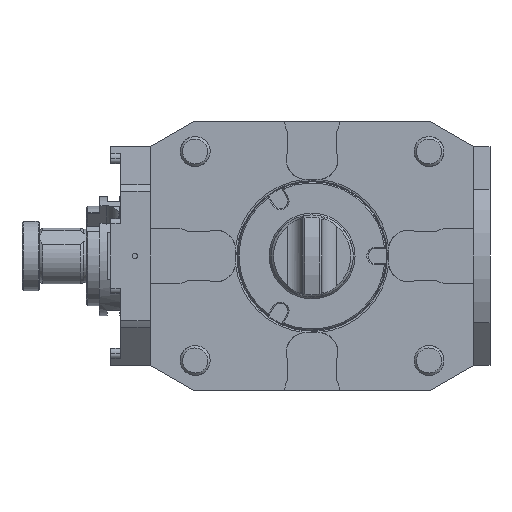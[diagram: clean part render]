
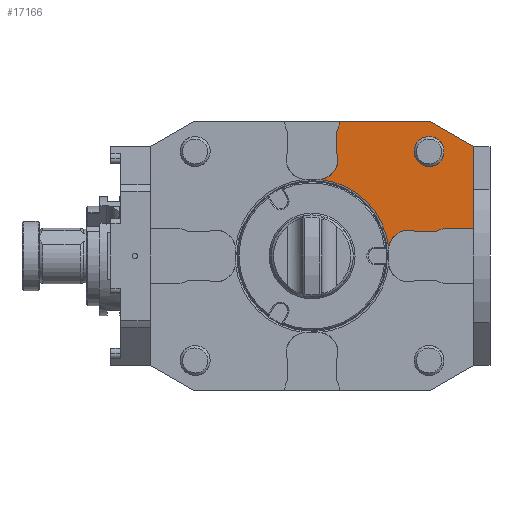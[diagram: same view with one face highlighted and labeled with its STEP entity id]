
A CAD part, front view. The second image highlights one B-rep face of the part: STEP entity #17166.
In plain terms, the highlighted planar face has unit normal (0, -1, 0).
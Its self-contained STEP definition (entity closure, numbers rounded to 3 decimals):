
#175 = EDGE_LOOP ( 'NONE', ( #38183, #7943, #21004, #28651, #24895, #8517, #22704, #15932, #39150, #27478, #20649 ) ) ;
#515 = CARTESIAN_POINT ( 'NONE',  ( 41.248, 43., 10. ) ) ;
#1151 = LINE ( 'NONE', #33400, #33577 ) ;
#1783 = LINE ( 'NONE', #31044, #2474 ) ;
#2474 = VECTOR ( 'NONE', #14868, 1000. ) ;
#3268 = AXIS2_PLACEMENT_3D ( 'NONE', #42019, #10045, #29647 ) ;
#4446 = CIRCLE ( 'NONE', #28508, 6. ) ;
#5262 = EDGE_CURVE ( 'NONE', #14640, #23212, #1783, .T. ) ;
#5416 = CARTESIAN_POINT ( 'NONE',  ( 41.248, 43., 10. ) ) ;
#5758 = DIRECTION ( 'NONE',  ( 0., 0., 1. ) ) ;
#5768 = ORIENTED_EDGE ( 'NONE', *, *, #30864, .T. ) ;
#5788 = CARTESIAN_POINT ( 'NONE',  ( 54., 43., 11. ) ) ;
#5999 = CARTESIAN_POINT ( 'NONE',  ( 54., 43., 11. ) ) ;
#6987 = CARTESIAN_POINT ( 'NONE',  ( 47., 43., 42. ) ) ;
#7025 = DIRECTION ( 'NONE',  ( 0., 0., -1. ) ) ;
#7164 = VERTEX_POINT ( 'NONE', #5416 ) ;
#7831 = DIRECTION ( 'NONE',  ( 0., -1., 0. ) ) ;
#7943 = ORIENTED_EDGE ( 'NONE', *, *, #20175, .T. ) ;
#8090 = CARTESIAN_POINT ( 'NONE',  ( 65., 43., 44. ) ) ;
#8517 = ORIENTED_EDGE ( 'NONE', *, *, #24258, .T. ) ;
#8637 = EDGE_CURVE ( 'NONE', #14988, #21232, #1151, .T. ) ;
#9666 = CARTESIAN_POINT ( 'NONE',  ( 65., 43., 11. ) ) ;
#10045 = DIRECTION ( 'NONE',  ( 0., 1., 0. ) ) ;
#10271 = VERTEX_POINT ( 'NONE', #19919 ) ;
#10424 = DIRECTION ( 'NONE',  ( 0., 0., 1. ) ) ;
#10945 = AXIS2_PLACEMENT_3D ( 'NONE', #11403, #17459, #40599 ) ;
#11183 = DIRECTION ( 'NONE',  ( 0., 0., -1. ) ) ;
#11275 = CIRCLE ( 'NONE', #35979, 8. ) ;
#11403 = CARTESIAN_POINT ( 'NONE',  ( 2.4, 43., 38.75 ) ) ;
#12055 = CARTESIAN_POINT ( 'NONE',  ( 47., 43., 48. ) ) ;
#12659 = CARTESIAN_POINT ( 'NONE',  ( 3.166, 43., 30.787 ) ) ;
#12675 = EDGE_CURVE ( 'NONE', #21955, #31506, #31192, .T. ) ;
#14640 = VERTEX_POINT ( 'NONE', #34375 ) ;
#14855 = AXIS2_PLACEMENT_3D ( 'NONE', #24371, #7831, #15086 ) ;
#14868 = DIRECTION ( 'NONE',  ( 1., 0., 0. ) ) ;
#14988 = VERTEX_POINT ( 'NONE', #31960 ) ;
#15086 = DIRECTION ( 'NONE',  ( 0., 0., -1. ) ) ;
#15146 = DIRECTION ( 'NONE',  ( -0.866, 0., 0.5 ) ) ;
#15187 = DIRECTION ( 'NONE',  ( 0., 1., 0. ) ) ;
#15841 = EDGE_LOOP ( 'NONE', ( #5768 ) ) ;
#15932 = ORIENTED_EDGE ( 'NONE', *, *, #29503, .F. ) ;
#15946 = VERTEX_POINT ( 'NONE', #12055 ) ;
#16140 = DIRECTION ( 'NONE',  ( 0., 0., 1. ) ) ;
#16905 = DIRECTION ( 'NONE',  ( 0., -1., 0. ) ) ;
#17166 = ADVANCED_FACE ( 'Defeature completata1_17', ( #21126, #31029 ), #19390, .F. ) ;
#17459 = DIRECTION ( 'NONE',  ( 0., 1., 0. ) ) ;
#17617 = VERTEX_POINT ( 'NONE', #5999 ) ;
#18452 = CIRCLE ( 'NONE', #41711, 8. ) ;
#19168 = DIRECTION ( 'NONE',  ( 0., 1., 0. ) ) ;
#19390 = PLANE ( 'NONE',  #19444 ) ;
#19444 = AXIS2_PLACEMENT_3D ( 'NONE', #38918, #19168, #16140 ) ;
#19715 = CARTESIAN_POINT ( 'NONE',  ( 38.75, 43., 2.4 ) ) ;
#19807 = EDGE_CURVE ( 'NONE', #14640, #21232, #11275, .T. ) ;
#19919 = CARTESIAN_POINT ( 'NONE',  ( 30.787, 43., 3.166 ) ) ;
#20175 = EDGE_CURVE ( 'NONE', #21955, #23212, #41103, .T. ) ;
#20649 = ORIENTED_EDGE ( 'NONE', *, *, #25847, .T. ) ;
#20670 = CARTESIAN_POINT ( 'NONE',  ( 65., 43., 54. ) ) ;
#21004 = ORIENTED_EDGE ( 'NONE', *, *, #5262, .F. ) ;
#21059 = CIRCLE ( 'NONE', #14855, 8. ) ;
#21126 = FACE_BOUND ( 'NONE', #15841, .T. ) ;
#21232 = VERTEX_POINT ( 'NONE', #27654 ) ;
#21955 = VERTEX_POINT ( 'NONE', #8090 ) ;
#22093 = CARTESIAN_POINT ( 'NONE',  ( 3., 43., 54. ) ) ;
#22704 = ORIENTED_EDGE ( 'NONE', *, *, #24780, .T. ) ;
#23212 = VERTEX_POINT ( 'NONE', #38254 ) ;
#24258 = EDGE_CURVE ( 'NONE', #14988, #42224, #29511, .T. ) ;
#24371 = CARTESIAN_POINT ( 'NONE',  ( 54., 43., 3. ) ) ;
#24780 = EDGE_CURVE ( 'NONE', #42224, #10271, #28686, .T. ) ;
#24895 = ORIENTED_EDGE ( 'NONE', *, *, #8637, .F. ) ;
#25847 = EDGE_CURVE ( 'NONE', #17617, #31506, #38441, .T. ) ;
#26066 = VECTOR ( 'NONE', #11183, 1000. ) ;
#27478 = ORIENTED_EDGE ( 'NONE', *, *, #41742, .F. ) ;
#27654 = CARTESIAN_POINT ( 'NONE',  ( 10., 43., 50.127 ) ) ;
#27845 = VECTOR ( 'NONE', #15146, 1000. ) ;
#28081 = VECTOR ( 'NONE', #32005, 1000. ) ;
#28508 = AXIS2_PLACEMENT_3D ( 'NONE', #6987, #29586, #10424 ) ;
#28651 = ORIENTED_EDGE ( 'NONE', *, *, #19807, .T. ) ;
#28686 = CIRCLE ( 'NONE', #3268, 30.949 ) ;
#28739 = CARTESIAN_POINT ( 'NONE',  ( 134.603, 43., 3.815 ) ) ;
#29382 = VERTEX_POINT ( 'NONE', #32185 ) ;
#29503 = EDGE_CURVE ( 'NONE', #7164, #10271, #18452, .T. ) ;
#29511 = CIRCLE ( 'NONE', #10945, 8. ) ;
#29586 = DIRECTION ( 'NONE',  ( 0., 1., 0. ) ) ;
#29647 = DIRECTION ( 'NONE',  ( 0., 0., 1. ) ) ;
#30864 = EDGE_CURVE ( 'NONE', #15946, #15946, #4446, .T. ) ;
#31029 = FACE_OUTER_BOUND ( 'NONE', #175, .T. ) ;
#31044 = CARTESIAN_POINT ( 'NONE',  ( -65., 43., 54. ) ) ;
#31192 = LINE ( 'NONE', #20670, #26066 ) ;
#31506 = VERTEX_POINT ( 'NONE', #9666 ) ;
#31960 = CARTESIAN_POINT ( 'NONE',  ( 10., 43., 41.248 ) ) ;
#32005 = DIRECTION ( 'NONE',  ( 1., 0., 0. ) ) ;
#32064 = EDGE_CURVE ( 'NONE', #7164, #29382, #35975, .T. ) ;
#32185 = CARTESIAN_POINT ( 'NONE',  ( 50.127, 43., 10. ) ) ;
#33400 = CARTESIAN_POINT ( 'NONE',  ( 10., 43., 41.248 ) ) ;
#33577 = VECTOR ( 'NONE', #37458, 1000. ) ;
#34375 = CARTESIAN_POINT ( 'NONE',  ( 11., 43., 54. ) ) ;
#35975 = LINE ( 'NONE', #515, #39002 ) ;
#35979 = AXIS2_PLACEMENT_3D ( 'NONE', #22093, #15187, #5758 ) ;
#37458 = DIRECTION ( 'NONE',  ( 0., 0., 1. ) ) ;
#38183 = ORIENTED_EDGE ( 'NONE', *, *, #12675, .F. ) ;
#38254 = CARTESIAN_POINT ( 'NONE',  ( 47.679, 43., 54. ) ) ;
#38441 = LINE ( 'NONE', #5788, #28081 ) ;
#38918 = CARTESIAN_POINT ( 'NONE',  ( 132.4, 43., 0. ) ) ;
#39002 = VECTOR ( 'NONE', #39410, 1000. ) ;
#39150 = ORIENTED_EDGE ( 'NONE', *, *, #32064, .T. ) ;
#39410 = DIRECTION ( 'NONE',  ( 1., 0., 0. ) ) ;
#40599 = DIRECTION ( 'NONE',  ( 0., 0., 1. ) ) ;
#41103 = LINE ( 'NONE', #28739, #27845 ) ;
#41711 = AXIS2_PLACEMENT_3D ( 'NONE', #19715, #16905, #7025 ) ;
#41742 = EDGE_CURVE ( 'NONE', #17617, #29382, #21059, .T. ) ;
#42019 = CARTESIAN_POINT ( 'NONE',  ( 0., 43., 0. ) ) ;
#42224 = VERTEX_POINT ( 'NONE', #12659 ) ;
